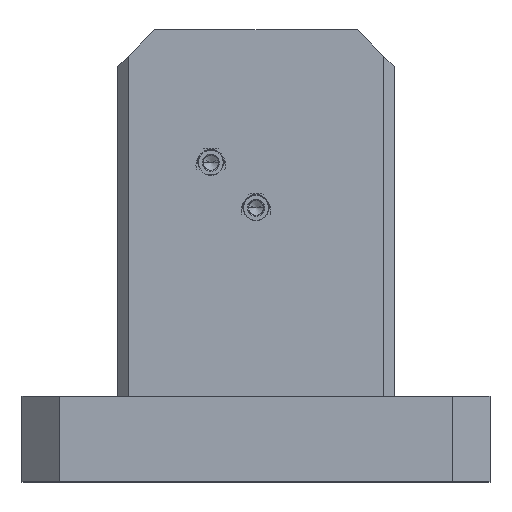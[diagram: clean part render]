
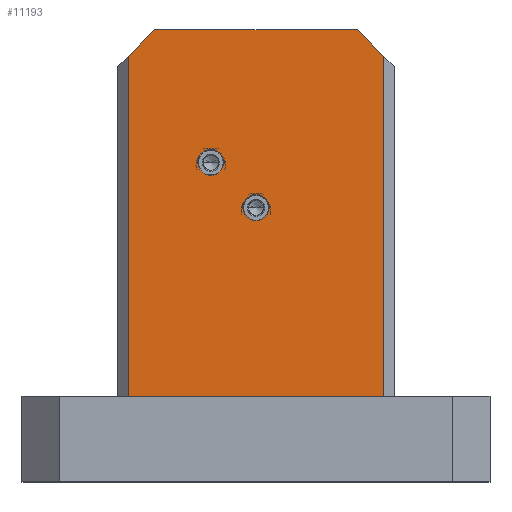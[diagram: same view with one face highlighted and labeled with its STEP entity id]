
A CAD part, top view. The second image highlights one B-rep face of the part: STEP entity #11193.
In plain terms, the highlighted planar face has unit normal (0, 0, 1).
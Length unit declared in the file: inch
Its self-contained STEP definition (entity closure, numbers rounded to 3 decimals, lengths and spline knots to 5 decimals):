
#490 = CARTESIAN_POINT ( 'NONE',  ( 0.13068, 0.64088, 0.95048 ) ) ;
#654 = CIRCLE ( 'NONE', #12992, 0.02325 ) ;
#690 = CIRCLE ( 'NONE', #5817, 0.02325 ) ;
#1147 = CARTESIAN_POINT ( 'NONE',  ( -0.04432, 0.89088, 0.95048 ) ) ;
#1434 = CARTESIAN_POINT ( 'NONE',  ( 0.13068, 0.64088, 0.95048 ) ) ;
#1473 = CARTESIAN_POINT ( 'NONE',  ( 0.45568, 0.84088, 0.95048 ) ) ;
#1818 = VERTEX_POINT ( 'NONE', #1473 ) ;
#1822 = CIRCLE ( 'NONE', #12709, 0.02325 ) ;
#1827 = CARTESIAN_POINT ( 'NONE',  ( 0.45568, 0.89088, 0.95048 ) ) ;
#2002 = ORIENTED_EDGE ( 'NONE', *, *, #11687, .T. ) ;
#2220 = DIRECTION ( 'NONE',  ( 0., 0., -1. ) ) ;
#2302 = CARTESIAN_POINT ( 'NONE',  ( -0.04432, 0.89088, 0.95048 ) ) ;
#2387 = EDGE_CURVE ( 'NONE', #11945, #5995, #10155, .T. ) ;
#2408 = DIRECTION ( 'NONE',  ( 0., 0., 1. ) ) ;
#2423 = LINE ( 'NONE', #3166, #13336 ) ;
#2555 = DIRECTION ( 'NONE',  ( 1., 0., 0. ) ) ;
#2891 = CARTESIAN_POINT ( 'NONE',  ( -0.02432, 0.20088, 0.95048 ) ) ;
#3046 = EDGE_CURVE ( 'NONE', #5995, #8116, #11459, .T. ) ;
#3110 = DIRECTION ( 'NONE',  ( 1., 0., 0. ) ) ;
#3166 = CARTESIAN_POINT ( 'NONE',  ( -0.04432, 0.20088, 0.95048 ) ) ;
#3267 = DIRECTION ( 'NONE',  ( -1., 0., 0. ) ) ;
#3443 = CARTESIAN_POINT ( 'NONE',  ( 0.19243, 0.55588, 0.95048 ) ) ;
#3607 = DIRECTION ( 'NONE',  ( 1., 0., 0. ) ) ;
#3793 = EDGE_LOOP ( 'NONE', ( #10606, #5444 ) ) ;
#4071 = DIRECTION ( 'NONE',  ( 1., 0., 0. ) ) ;
#4226 = VECTOR ( 'NONE', #6830, 39.37008 ) ;
#4465 = EDGE_LOOP ( 'NONE', ( #10840, #6757 ) ) ;
#4706 = VERTEX_POINT ( 'NONE', #6864 ) ;
#4962 = DIRECTION ( 'NONE',  ( 0., 1., 0. ) ) ;
#5057 = DIRECTION ( 'NONE',  ( 1., 0., 0. ) ) ;
#5265 = DIRECTION ( 'NONE',  ( 0., -1., 0. ) ) ;
#5303 = ORIENTED_EDGE ( 'NONE', *, *, #13004, .T. ) ;
#5436 = FACE_BOUND ( 'NONE', #4465, .T. ) ;
#5444 = ORIENTED_EDGE ( 'NONE', *, *, #10044, .F. ) ;
#5649 = VERTEX_POINT ( 'NONE', #3443 ) ;
#5817 = AXIS2_PLACEMENT_3D ( 'NONE', #7226, #10312, #10390 ) ;
#5912 = LINE ( 'NONE', #8339, #7876 ) ;
#5960 = VERTEX_POINT ( 'NONE', #8343 ) ;
#5995 = VERTEX_POINT ( 'NONE', #13534 ) ;
#6240 = CARTESIAN_POINT ( 'NONE',  ( 0.23893, 0.55588, 0.95048 ) ) ;
#6587 = LINE ( 'NONE', #1147, #13018 ) ;
#6651 = LINE ( 'NONE', #1827, #11922 ) ;
#6757 = ORIENTED_EDGE ( 'NONE', *, *, #9819, .F. ) ;
#6830 = DIRECTION ( 'NONE',  ( -0.707, -0.707, 0. ) ) ;
#6864 = CARTESIAN_POINT ( 'NONE',  ( 0.40568, 0.89088, 0.95048 ) ) ;
#7226 = CARTESIAN_POINT ( 'NONE',  ( 0.21568, 0.55588, 0.95048 ) ) ;
#7237 = FACE_BOUND ( 'NONE', #3793, .T. ) ;
#7604 = VERTEX_POINT ( 'NONE', #6240 ) ;
#7876 = VECTOR ( 'NONE', #12535, 39.37008 ) ;
#7987 = CARTESIAN_POINT ( 'NONE',  ( 0.02568, 0.89088, 0.95048 ) ) ;
#8116 = VERTEX_POINT ( 'NONE', #2891 ) ;
#8339 = CARTESIAN_POINT ( 'NONE',  ( 0.40568, 0.89088, 0.95048 ) ) ;
#8343 = CARTESIAN_POINT ( 'NONE',  ( 0.10743, 0.64088, 0.95048 ) ) ;
#8555 = EDGE_CURVE ( 'NONE', #12914, #1818, #6651, .T. ) ;
#8567 = FACE_OUTER_BOUND ( 'NONE', #10574, .T. ) ;
#8945 = DIRECTION ( 'NONE',  ( 0., 0., 1. ) ) ;
#9787 = AXIS2_PLACEMENT_3D ( 'NONE', #2302, #2220, #3267 ) ;
#9819 = EDGE_CURVE ( 'NONE', #5960, #11085, #1822, .T. ) ;
#10044 = EDGE_CURVE ( 'NONE', #5649, #7604, #690, .T. ) ;
#10127 = VECTOR ( 'NONE', #5265, 39.37008 ) ;
#10147 = CARTESIAN_POINT ( 'NONE',  ( 0.45568, 0.20088, 0.95048 ) ) ;
#10155 = LINE ( 'NONE', #10916, #4226 ) ;
#10312 = DIRECTION ( 'NONE',  ( 0., 0., 1. ) ) ;
#10390 = DIRECTION ( 'NONE',  ( 1., 0., 0. ) ) ;
#10574 = EDGE_LOOP ( 'NONE', ( #5303, #12392, #2002, #13566, #13627, #11438 ) ) ;
#10606 = ORIENTED_EDGE ( 'NONE', *, *, #11540, .F. ) ;
#10741 = PLANE ( 'NONE',  #9787 ) ;
#10840 = ORIENTED_EDGE ( 'NONE', *, *, #11822, .F. ) ;
#10916 = CARTESIAN_POINT ( 'NONE',  ( 0.02568, 0.89088, 0.95048 ) ) ;
#11085 = VERTEX_POINT ( 'NONE', #12550 ) ;
#11122 = AXIS2_PLACEMENT_3D ( 'NONE', #1434, #2408, #2555 ) ;
#11193 = ADVANCED_FACE ( 'NONE', ( #5436, #7237, #8567 ), #10741, .F. ) ;
#11438 = ORIENTED_EDGE ( 'NONE', *, *, #3046, .T. ) ;
#11459 = LINE ( 'NONE', #13593, #10127 ) ;
#11540 = EDGE_CURVE ( 'NONE', #7604, #5649, #654, .T. ) ;
#11679 = EDGE_CURVE ( 'NONE', #11945, #4706, #6587, .T. ) ;
#11687 = EDGE_CURVE ( 'NONE', #1818, #4706, #5912, .T. ) ;
#11822 = EDGE_CURVE ( 'NONE', #11085, #5960, #13523, .T. ) ;
#11922 = VECTOR ( 'NONE', #4962, 39.37008 ) ;
#11945 = VERTEX_POINT ( 'NONE', #7987 ) ;
#12307 = CARTESIAN_POINT ( 'NONE',  ( 0.21568, 0.55588, 0.95048 ) ) ;
#12392 = ORIENTED_EDGE ( 'NONE', *, *, #8555, .T. ) ;
#12535 = DIRECTION ( 'NONE',  ( -0.707, 0.707, 0. ) ) ;
#12550 = CARTESIAN_POINT ( 'NONE',  ( 0.15393, 0.64088, 0.95048 ) ) ;
#12709 = AXIS2_PLACEMENT_3D ( 'NONE', #490, #8945, #3607 ) ;
#12914 = VERTEX_POINT ( 'NONE', #10147 ) ;
#12992 = AXIS2_PLACEMENT_3D ( 'NONE', #12307, #13437, #5057 ) ;
#13004 = EDGE_CURVE ( 'NONE', #8116, #12914, #2423, .T. ) ;
#13018 = VECTOR ( 'NONE', #3110, 39.37008 ) ;
#13336 = VECTOR ( 'NONE', #4071, 39.37008 ) ;
#13437 = DIRECTION ( 'NONE',  ( 0., 0., 1. ) ) ;
#13523 = CIRCLE ( 'NONE', #11122, 0.02325 ) ;
#13534 = CARTESIAN_POINT ( 'NONE',  ( -0.02432, 0.84088, 0.95048 ) ) ;
#13566 = ORIENTED_EDGE ( 'NONE', *, *, #11679, .F. ) ;
#13593 = CARTESIAN_POINT ( 'NONE',  ( -0.02432, 0.89088, 0.95048 ) ) ;
#13627 = ORIENTED_EDGE ( 'NONE', *, *, #2387, .T. ) ;
